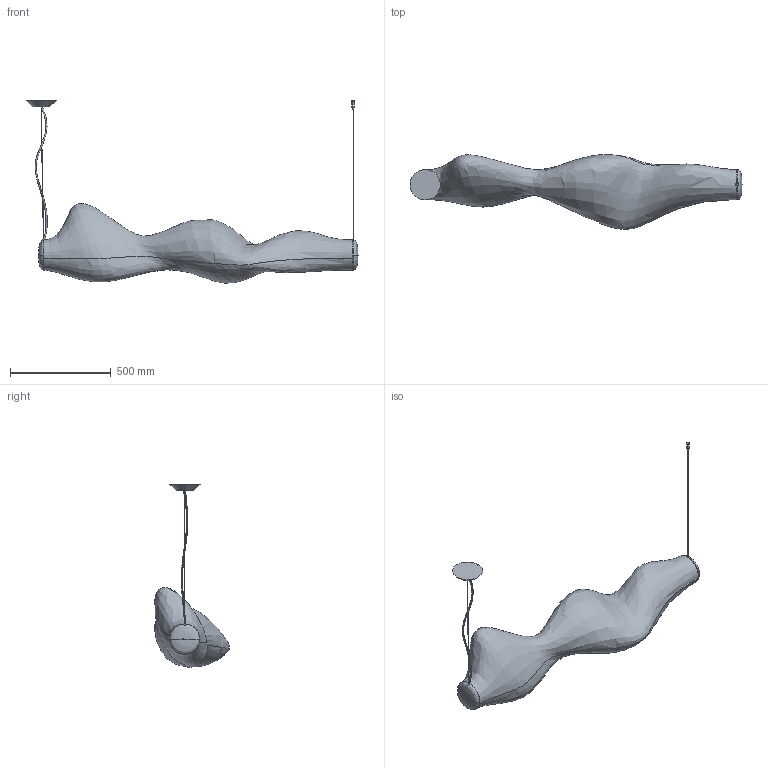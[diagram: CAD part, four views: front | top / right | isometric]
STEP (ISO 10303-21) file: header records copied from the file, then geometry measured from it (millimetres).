
FILE_DESCRIPTION(/* description */ (''),/* implementation_level */ '2;1');
FILE_NAME(/* name */ 'Empirico_Sospensione_3D e',/* time_stamp */ '2011-12-12T14:49:22+01:00',/* author */ (''),/* organization */ (''),/* preprocessor_version */ 'ST-DEVELOPER v10',/* originating_system */ '',/* authorisation */ '');
FILE_SCHEMA (('CONFIG_CONTROL_DESIGN'));
Length unit declared in the file: millimetre
Products named in the file (1): 1
Bounding box: 1644.86 x 370.45 x 902.81 mm (x, y, z)
Volume: 61505881.3 mm3; surface area: 1305384.9 mm2
Topology: 6 solids, 10 shells, 40 faces, 85 edges, 54 vertices
Faces by surface type: plane 20, bspline 20
Entity records: 30243 total; most frequent: CARTESIAN_POINT 29625, ORIENTED_EDGE 140, EDGE_CURVE 76, VERTEX_POINT 52, B_SPLINE_CURVE_WITH_KNOTS 47, ADVANCED_FACE 40, FACE_OUTER_BOUND 40, EDGE_LOOP 40
